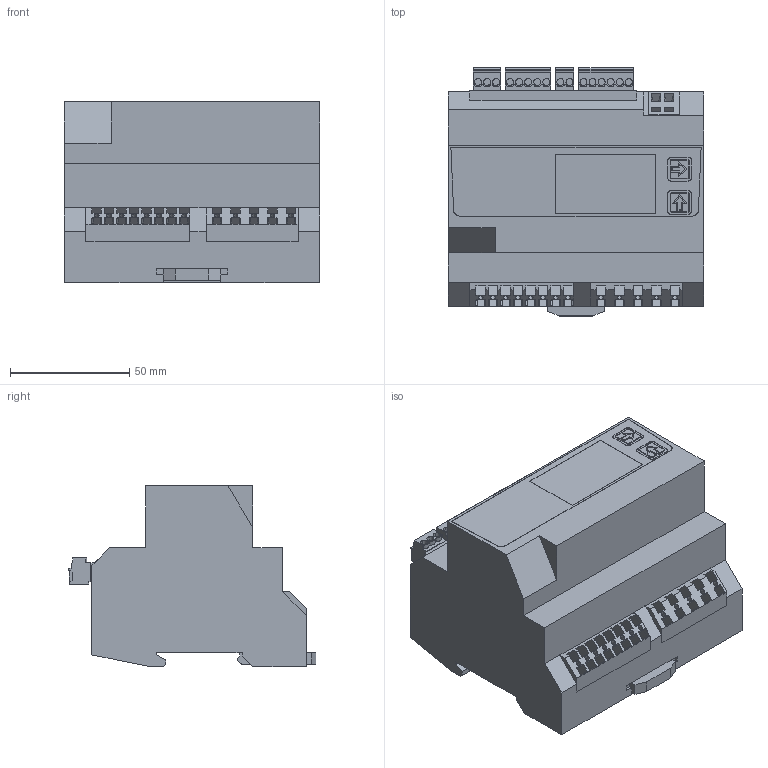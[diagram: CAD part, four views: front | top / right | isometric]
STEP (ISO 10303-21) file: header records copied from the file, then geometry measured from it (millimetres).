
FILE_DESCRIPTION(('CATIA V5 STEP Exchange','CAx-IF Rec.Pracs.--- Model Styling and Organization---1.4--- 2014-01-23'),'2;1');
FILE_NAME ('D1501206_0', '2021-08-26T13:35:04+00:00', ('none'), ('Weidmueller'), 'CATIA Version 5-6 Release 2016 SP3 HF44', 'CATIA V5 STEP AP214', 'none');
FILE_SCHEMA(('AUTOMOTIVE_DESIGN { 1 0 10303 214 1 1 1 1 }'));
Length unit declared in the file: millimetre
Products named in the file (1): S3D_ENERGY_METER_D650
Bounding box: 107 x 104 x 76.2 mm (x, y, z)
Volume: 542170 mm3; surface area: 81496.8 mm2
Topology: 31 solids, 31 shells, 1413 faces, 3870 edges, 2610 vertices
Faces by surface type: plane 1099, cylinder 198, cone 64, extrusion 44, bspline 8
Entity records: 45323 total; most frequent: CARTESIAN_POINT 10416, ORIENTED_EDGE 7740, DIRECTION 5355, EDGE_CURVE 3870, VECTOR 3093, LINE 3049, VERTEX_POINT 2610, EDGE_LOOP 1512
